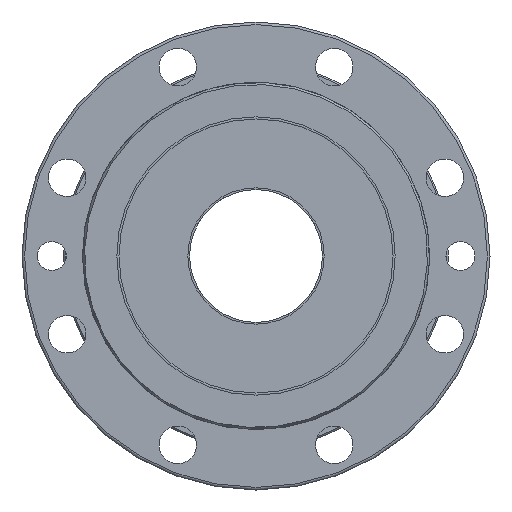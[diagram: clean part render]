
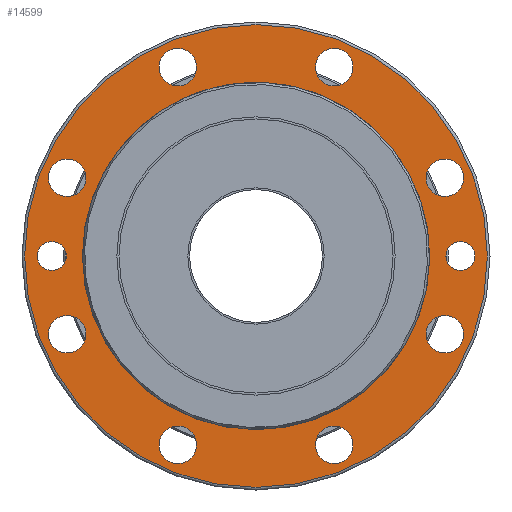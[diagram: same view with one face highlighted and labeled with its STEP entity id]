
A CAD part, left-side view. The second image highlights one B-rep face of the part: STEP entity #14599.
In plain terms, the highlighted planar face has unit normal (-1, 0, 0).
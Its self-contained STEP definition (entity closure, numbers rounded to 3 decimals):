
#400=PLANE('',#15505);
#1560=CIRCLE('',#15504,135.852);
#1561=CIRCLE('',#15506,11.);
#1562=CIRCLE('',#15507,11.);
#1563=CIRCLE('',#15508,11.);
#1564=CIRCLE('',#15509,11.);
#1565=CIRCLE('',#15510,11.);
#1566=CIRCLE('',#15511,11.);
#1567=CIRCLE('',#15512,11.);
#1568=CIRCLE('',#15513,11.);
#1569=CIRCLE('',#15514,8.5);
#1570=CIRCLE('',#15515,8.5);
#1571=CIRCLE('',#15516,101.892);
#2879=ORIENTED_EDGE('',*,*,#5287,.F.);
#2880=ORIENTED_EDGE('',*,*,#5288,.F.);
#2881=ORIENTED_EDGE('',*,*,#5289,.F.);
#2882=ORIENTED_EDGE('',*,*,#5290,.F.);
#2883=ORIENTED_EDGE('',*,*,#5291,.F.);
#2884=ORIENTED_EDGE('',*,*,#5292,.F.);
#2885=ORIENTED_EDGE('',*,*,#5293,.F.);
#2886=ORIENTED_EDGE('',*,*,#5294,.F.);
#2887=ORIENTED_EDGE('',*,*,#5295,.F.);
#2888=ORIENTED_EDGE('',*,*,#5296,.F.);
#2889=ORIENTED_EDGE('',*,*,#5297,.T.);
#2890=ORIENTED_EDGE('',*,*,#5286,.T.);
#5286=EDGE_CURVE('',#6548,#6548,#1560,.F.);
#5287=EDGE_CURVE('',#6549,#6549,#1561,.T.);
#5288=EDGE_CURVE('',#6550,#6550,#1562,.T.);
#5289=EDGE_CURVE('',#6551,#6551,#1563,.T.);
#5290=EDGE_CURVE('',#6552,#6552,#1564,.T.);
#5291=EDGE_CURVE('',#6553,#6553,#1565,.T.);
#5292=EDGE_CURVE('',#6554,#6554,#1566,.T.);
#5293=EDGE_CURVE('',#6555,#6555,#1567,.T.);
#5294=EDGE_CURVE('',#6556,#6556,#1568,.T.);
#5295=EDGE_CURVE('',#6557,#6557,#1569,.T.);
#5296=EDGE_CURVE('',#6558,#6558,#1570,.T.);
#5297=EDGE_CURVE('',#6559,#6559,#1571,.T.);
#6548=VERTEX_POINT('',#22058);
#6549=VERTEX_POINT('',#22061);
#6550=VERTEX_POINT('',#22063);
#6551=VERTEX_POINT('',#22065);
#6552=VERTEX_POINT('',#22067);
#6553=VERTEX_POINT('',#22069);
#6554=VERTEX_POINT('',#22071);
#6555=VERTEX_POINT('',#22073);
#6556=VERTEX_POINT('',#22075);
#6557=VERTEX_POINT('',#22077);
#6558=VERTEX_POINT('',#22079);
#6559=VERTEX_POINT('',#22081);
#7954=EDGE_LOOP('',(#2879));
#7955=EDGE_LOOP('',(#2880));
#7956=EDGE_LOOP('',(#2881));
#7957=EDGE_LOOP('',(#2882));
#7958=EDGE_LOOP('',(#2883));
#7959=EDGE_LOOP('',(#2884));
#7960=EDGE_LOOP('',(#2885));
#7961=EDGE_LOOP('',(#2886));
#7962=EDGE_LOOP('',(#2887));
#7963=EDGE_LOOP('',(#2888));
#7964=EDGE_LOOP('',(#2889));
#7965=EDGE_LOOP('',(#2890));
#8897=FACE_BOUND('',#7954,.T.);
#8898=FACE_BOUND('',#7955,.T.);
#8899=FACE_BOUND('',#7956,.T.);
#8900=FACE_BOUND('',#7957,.T.);
#8901=FACE_BOUND('',#7958,.T.);
#8902=FACE_BOUND('',#7959,.T.);
#8903=FACE_BOUND('',#7960,.T.);
#8904=FACE_BOUND('',#7961,.T.);
#8905=FACE_BOUND('',#7962,.T.);
#8906=FACE_BOUND('',#7963,.T.);
#8907=FACE_BOUND('',#7964,.T.);
#8908=FACE_BOUND('',#7965,.T.);
#14599=ADVANCED_FACE('',(#8897,#8898,#8899,#8900,#8901,#8902,#8903,#8904,
#8905,#8906,#8907,#8908),#400,.F.);
#15504=AXIS2_PLACEMENT_3D('',#22057,#17386,#17387);
#15505=AXIS2_PLACEMENT_3D('',#22059,#17388,#17389);
#15506=AXIS2_PLACEMENT_3D('',#22060,#17390,#17391);
#15507=AXIS2_PLACEMENT_3D('',#22062,#17392,#17393);
#15508=AXIS2_PLACEMENT_3D('',#22064,#17394,#17395);
#15509=AXIS2_PLACEMENT_3D('',#22066,#17396,#17397);
#15510=AXIS2_PLACEMENT_3D('',#22068,#17398,#17399);
#15511=AXIS2_PLACEMENT_3D('',#22070,#17400,#17401);
#15512=AXIS2_PLACEMENT_3D('',#22072,#17402,#17403);
#15513=AXIS2_PLACEMENT_3D('',#22074,#17404,#17405);
#15514=AXIS2_PLACEMENT_3D('',#22076,#17406,#17407);
#15515=AXIS2_PLACEMENT_3D('',#22078,#17408,#17409);
#15516=AXIS2_PLACEMENT_3D('',#22080,#17410,#17411);
#17386=DIRECTION('',(1.,0.,0.));
#17387=DIRECTION('',(0.,1.,0.));
#17388=DIRECTION('',(1.,0.,0.));
#17389=DIRECTION('',(0.,1.,0.));
#17390=DIRECTION('',(-1.,0.,0.));
#17391=DIRECTION('',(0.,0.,1.));
#17392=DIRECTION('',(-1.,0.,0.));
#17393=DIRECTION('',(0.,0.,1.));
#17394=DIRECTION('',(-1.,0.,0.));
#17395=DIRECTION('',(0.,0.,1.));
#17396=DIRECTION('',(-1.,0.,0.));
#17397=DIRECTION('',(0.,0.,1.));
#17398=DIRECTION('',(-1.,0.,0.));
#17399=DIRECTION('',(0.,0.,1.));
#17400=DIRECTION('',(-1.,0.,0.));
#17401=DIRECTION('',(0.,0.,1.));
#17402=DIRECTION('',(-1.,0.,0.));
#17403=DIRECTION('',(0.,0.,1.));
#17404=DIRECTION('',(-1.,0.,0.));
#17405=DIRECTION('',(0.,0.,1.));
#17406=DIRECTION('',(-1.,0.,0.));
#17407=DIRECTION('',(0.,0.,1.));
#17408=DIRECTION('',(-1.,0.,0.));
#17409=DIRECTION('',(0.,0.,1.));
#17410=DIRECTION('',(1.,0.,0.));
#17411=DIRECTION('',(0.,1.,0.));
#22057=CARTESIAN_POINT('',(-118.821,0.,0.));
#22058=CARTESIAN_POINT('',(-118.821,135.852,0.));
#22059=CARTESIAN_POINT('',(-118.821,-54.915,0.));
#22060=CARTESIAN_POINT('',(-118.821,-45.923,-110.868));
#22061=CARTESIAN_POINT('',(-118.821,-45.923,-99.868));
#22062=CARTESIAN_POINT('',(-118.821,45.923,-110.868));
#22063=CARTESIAN_POINT('',(-118.821,45.923,-99.868));
#22064=CARTESIAN_POINT('',(-118.821,110.868,-45.923));
#22065=CARTESIAN_POINT('',(-118.821,110.868,-34.923));
#22066=CARTESIAN_POINT('',(-118.821,110.868,45.923));
#22067=CARTESIAN_POINT('',(-118.821,110.868,56.923));
#22068=CARTESIAN_POINT('',(-118.821,45.923,110.868));
#22069=CARTESIAN_POINT('',(-118.821,45.923,121.868));
#22070=CARTESIAN_POINT('',(-118.821,-45.923,110.868));
#22071=CARTESIAN_POINT('',(-118.821,-45.923,121.868));
#22072=CARTESIAN_POINT('',(-118.821,-110.868,45.923));
#22073=CARTESIAN_POINT('',(-118.821,-110.868,56.923));
#22074=CARTESIAN_POINT('',(-118.821,-110.868,-45.923));
#22075=CARTESIAN_POINT('',(-118.821,-110.868,-34.923));
#22076=CARTESIAN_POINT('',(-118.821,119.913,0.));
#22077=CARTESIAN_POINT('',(-118.821,119.913,8.5));
#22078=CARTESIAN_POINT('',(-118.821,-120.002,0.));
#22079=CARTESIAN_POINT('',(-118.821,-120.002,8.5));
#22080=CARTESIAN_POINT('',(-118.821,0.,0.));
#22081=CARTESIAN_POINT('',(-118.821,101.892,0.));
